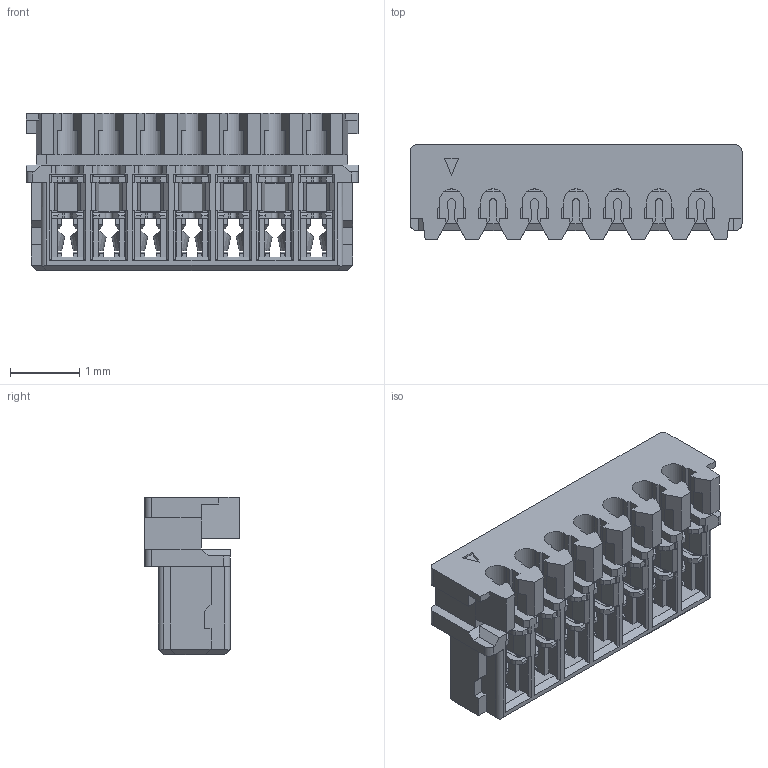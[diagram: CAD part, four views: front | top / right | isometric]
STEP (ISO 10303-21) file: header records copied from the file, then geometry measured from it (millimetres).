
FILE_DESCRIPTION(('CoCreate Modeling STEP Export'),'2;1');
FILE_NAME('WB0611H-07.stp','2021-09-09T11:36:40',(''),(''),'CoCreate Modeling STEP processor for AP214 (Solid Model)','CoCreate Modeling 16.00 13-May-2008 (C) Parametric Technology GmbH','');
FILE_SCHEMA(('AUTOMOTIVE_DESIGN { 1 0 10303 214 1 1 1 1 }'));
Length unit declared in the file: millimetre
Products named in the file (2): WB0611H-07XXXX
Assembly tree (1 placements, depth 2):
  WB0611H-07XXXX
    WB0611H-07XXXX
Bounding box: 4.8 x 1.37 x 2.28 mm (x, y, z)
Volume: 7.6 mm3; surface area: 81.5 mm2
Topology: 1 solids, 1 shells, 1211 faces, 3496 edges, 2247 vertices
Faces by surface type: plane 935, cylinder 220, bspline 56
Entity records: 38664 total; most frequent: CARTESIAN_POINT 7323, ORIENTED_EDGE 6992, DIRECTION 5863, EDGE_CURVE 3496, VECTOR 2915, LINE 2915, VERTEX_POINT 2247, AXIS2_PLACEMENT_3D 1474
